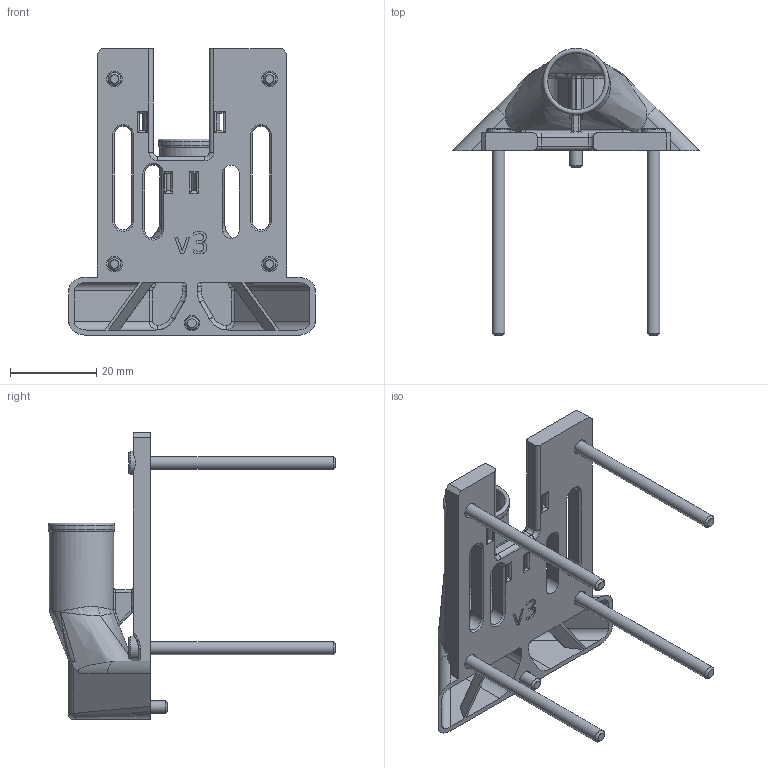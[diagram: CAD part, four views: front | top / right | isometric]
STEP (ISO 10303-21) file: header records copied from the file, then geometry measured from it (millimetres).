
FILE_DESCRIPTION(/* description */ (''),/* implementation_level */ '2;1');
FILE_NAME(/* name */ 'rear_inlet_15mm_cpap.step',/* time_stamp */ '2023-11-02T13:13:25-05:00',/* author */ (''),/* organization */ (''),/* preprocessor_version */ 'ST-DEVELOPER v20',/* originating_system */ 'Autodesk Translation Framework v12.14.0.127',/* authorisation */ '');
FILE_SCHEMA (('AUTOMOTIVE_DESIGN { 1 0 10303 214 3 1 1 }'));
Length unit declared in the file: millimetre
Products named in the file (5): Standard; rear_inlet_15mm_cpap; Hardware; Screw, M3 x 6mm, SHCS; Screw, M3 x 45mm, SHCS
Assembly tree (7 placements, depth 3):
  Standard
    rear_inlet_15mm_cpap
    Hardware
      Screw, M3 x 6mm, SHCS
      Screw, M3 x 45mm, SHCS  x4
Bounding box: 57.2 x 66.69 x 66.5 mm (x, y, z)
Volume: 11979.2 mm3; surface area: 14937.9 mm2
Topology: 6 solids, 6 shells, 469 faces, 1166 edges, 707 vertices
Faces by surface type: plane 153, cylinder 127, bspline 100, cone 63, torus 26
Full cylindrical faces by diameter (mm): 3 x5, 3.6 x5, 5.5 x5, 6 x2, 13.187 x1, 15 x1, 15.387 x1
Entity records: 15306 total; most frequent: CARTESIAN_POINT 5813, ORIENTED_EDGE 2086, DIRECTION 1747, EDGE_CURVE 1043, VERTEX_POINT 644, AXIS2_PLACEMENT_3D 638, LINE 471, VECTOR 471
